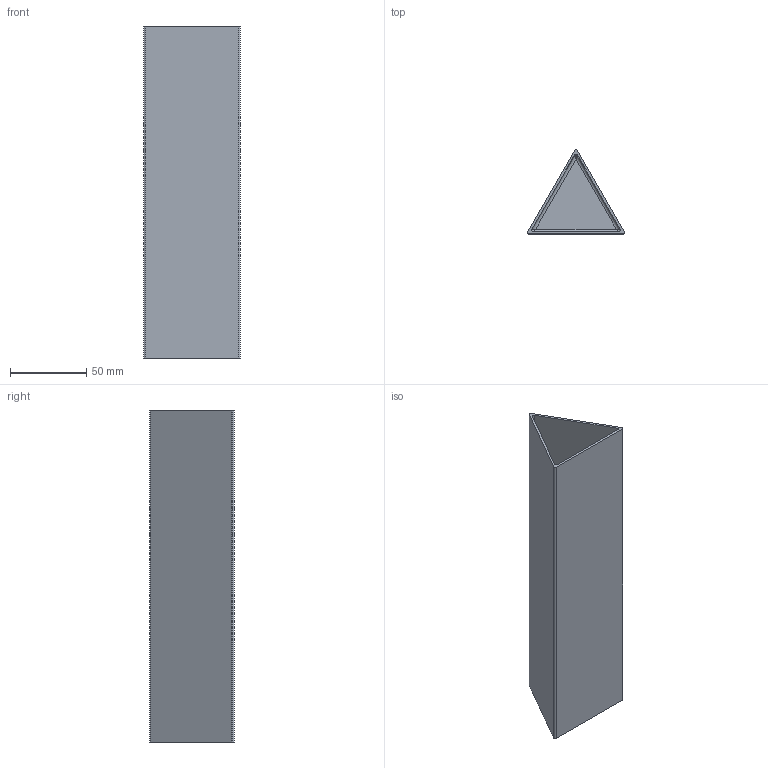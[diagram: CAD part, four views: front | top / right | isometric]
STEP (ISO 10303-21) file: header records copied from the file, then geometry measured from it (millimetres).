
FILE_DESCRIPTION (( 'STEP AP214' ), '1' );
FILE_NAME ('Hera_P_corps_ferme_A.step', '2020-01-27T22:54:02', ( '' ), ( '' ), 'SwSTEP 2.0', 'SolidWorks 2019', '' );
FILE_SCHEMA (( 'AUTOMOTIVE_DESIGN' ));
Length unit declared in the file: millimetre
Products named in the file (1): Hera_P_corps_ferme_A
Bounding box: 63.54 x 55.29 x 218 mm (x, y, z)
Volume: 66004.6 mm3; surface area: 82805.8 mm2
Topology: 1 solids, 1 shells, 23 faces, 54 edges, 31 vertices
Faces by surface type: cylinder 11, plane 9, bspline 3
Entity records: 810 total; most frequent: CARTESIAN_POINT 283, DIRECTION 103, ORIENTED_EDGE 102, EDGE_CURVE 51, AXIS2_PLACEMENT_3D 37, VERTEX_POINT 31, VECTOR 29, LINE 29
